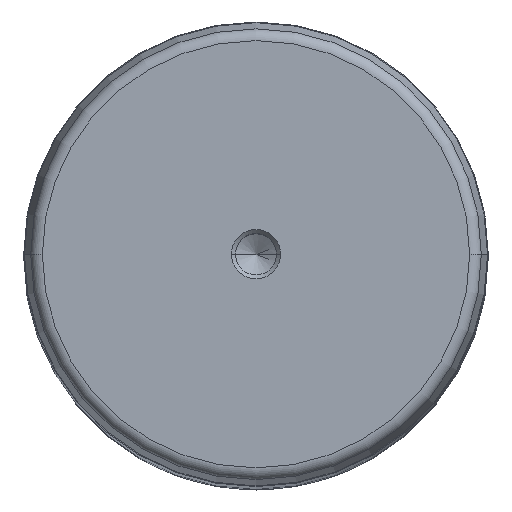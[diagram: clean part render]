
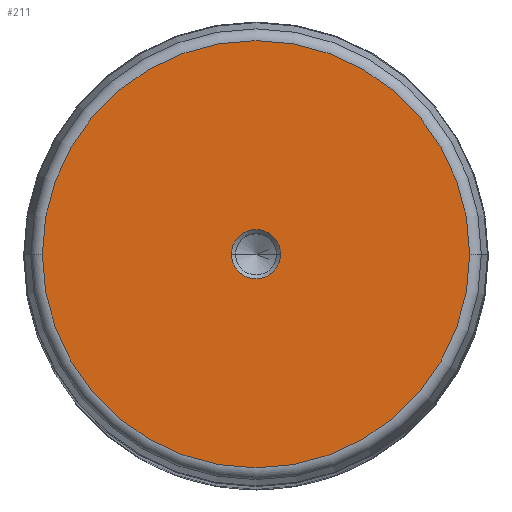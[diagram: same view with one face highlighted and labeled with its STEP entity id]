
A CAD part, top view. The second image highlights one B-rep face of the part: STEP entity #211.
In plain terms, the highlighted planar face has unit normal (0, 0, 1).
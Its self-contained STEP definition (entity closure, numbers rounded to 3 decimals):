
#1 = DIRECTION ( 'NONE',  ( -1., 0., 0. ) ) ;
#2 = FACE_BOUND ( 'NONE', #1928, .T. ) ;
#64 = AXIS2_PLACEMENT_3D ( 'NONE', #1509, #1815, #2082 ) ;
#127 = DIRECTION ( 'NONE',  ( -1., 0., 0. ) ) ;
#180 = CARTESIAN_POINT ( 'NONE',  ( 6.1, 0., 500. ) ) ;
#211 = ADVANCED_FACE ( 'NONE', ( #2, #3278 ), #1021, .T. ) ;
#237 = EDGE_LOOP ( 'NONE', ( #2786, #1206 ) ) ;
#478 = CIRCLE ( 'NONE', #1376, 52.879 ) ;
#636 = CIRCLE ( 'NONE', #3605, 6.1 ) ;
#739 = EDGE_CURVE ( 'NONE', #2163, #1156, #945, .T. ) ;
#742 = DIRECTION ( 'NONE',  ( 0., 0., 1. ) ) ;
#872 = DIRECTION ( 'NONE',  ( 0., 0., -1. ) ) ;
#945 = CIRCLE ( 'NONE', #2095, 52.879 ) ;
#1021 = PLANE ( 'NONE',  #1290 ) ;
#1023 = ORIENTED_EDGE ( 'NONE', *, *, #3526, .T. ) ;
#1156 = VERTEX_POINT ( 'NONE', #3182 ) ;
#1166 = CARTESIAN_POINT ( 'NONE',  ( 0., 0., 500. ) ) ;
#1206 = ORIENTED_EDGE ( 'NONE', *, *, #2465, .F. ) ;
#1290 = AXIS2_PLACEMENT_3D ( 'NONE', #3568, #742, #2727 ) ;
#1376 = AXIS2_PLACEMENT_3D ( 'NONE', #3024, #3543, #127 ) ;
#1483 = CARTESIAN_POINT ( 'NONE',  ( -52.879, 0., 500. ) ) ;
#1509 = CARTESIAN_POINT ( 'NONE',  ( 0., 0., 500. ) ) ;
#1523 = DIRECTION ( 'NONE',  ( 1., 0., 0. ) ) ;
#1815 = DIRECTION ( 'NONE',  ( 0., 0., -1. ) ) ;
#1928 = EDGE_LOOP ( 'NONE', ( #3521, #1023 ) ) ;
#2069 = EDGE_CURVE ( 'NONE', #2825, #2102, #2395, .T. ) ;
#2082 = DIRECTION ( 'NONE',  ( 1., 0., 0. ) ) ;
#2095 = AXIS2_PLACEMENT_3D ( 'NONE', #1166, #872, #1 ) ;
#2102 = VERTEX_POINT ( 'NONE', #2380 ) ;
#2163 = VERTEX_POINT ( 'NONE', #1483 ) ;
#2366 = DIRECTION ( 'NONE',  ( 0., 0., -1. ) ) ;
#2378 = CARTESIAN_POINT ( 'NONE',  ( 0., 0., 500. ) ) ;
#2380 = CARTESIAN_POINT ( 'NONE',  ( -6.1, 0., 500. ) ) ;
#2395 = CIRCLE ( 'NONE', #64, 6.1 ) ;
#2465 = EDGE_CURVE ( 'NONE', #1156, #2163, #478, .T. ) ;
#2727 = DIRECTION ( 'NONE',  ( 1., 0., 0. ) ) ;
#2786 = ORIENTED_EDGE ( 'NONE', *, *, #739, .F. ) ;
#2825 = VERTEX_POINT ( 'NONE', #180 ) ;
#3024 = CARTESIAN_POINT ( 'NONE',  ( 0., 0., 500. ) ) ;
#3182 = CARTESIAN_POINT ( 'NONE',  ( 52.879, 0., 500. ) ) ;
#3278 = FACE_OUTER_BOUND ( 'NONE', #237, .T. ) ;
#3521 = ORIENTED_EDGE ( 'NONE', *, *, #2069, .T. ) ;
#3526 = EDGE_CURVE ( 'NONE', #2102, #2825, #636, .T. ) ;
#3543 = DIRECTION ( 'NONE',  ( 0., 0., -1. ) ) ;
#3568 = CARTESIAN_POINT ( 'NONE',  ( 0., 0., 500. ) ) ;
#3605 = AXIS2_PLACEMENT_3D ( 'NONE', #2378, #2366, #1523 ) ;
